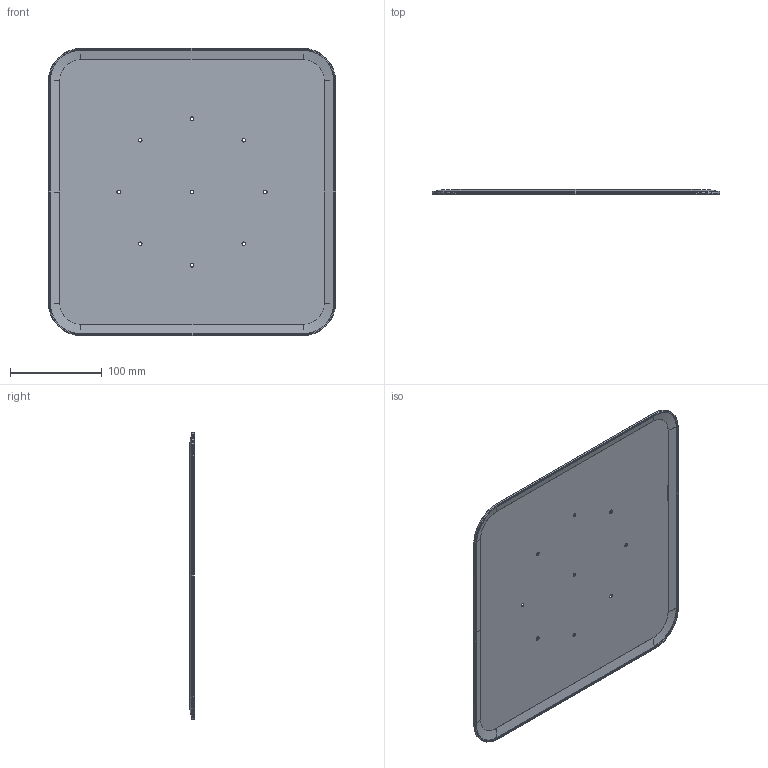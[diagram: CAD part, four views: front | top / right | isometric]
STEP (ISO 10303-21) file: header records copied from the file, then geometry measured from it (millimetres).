
FILE_DESCRIPTION (( 'STEP AP214' ), '1' );
FILE_NAME ('COUVERCLE.STEP', '2021-10-30T09:34:03', ( '' ), ( '' ), 'SwSTEP 2.0', 'SolidWorks 2016', '' );
FILE_SCHEMA (( 'AUTOMOTIVE_DESIGN' ));
Length unit declared in the file: millimetre
Products named in the file (1): COUVERCLE
Bounding box: 313.4 x 4.94 x 313.4 mm (x, y, z)
Volume: 100619.1 mm3; surface area: 201448.7 mm2
Topology: 1 solids, 1 shells, 155 faces, 333 edges, 180 vertices
Faces by surface type: cylinder 70, plane 45, torus 32, cone 8
Entity records: 4181 total; most frequent: DIRECTION 817, CARTESIAN_POINT 669, ORIENTED_EDGE 666, EDGE_CURVE 333, AXIS2_PLACEMENT_3D 328, VERTEX_POINT 180, EDGE_LOOP 173, CIRCLE 172
